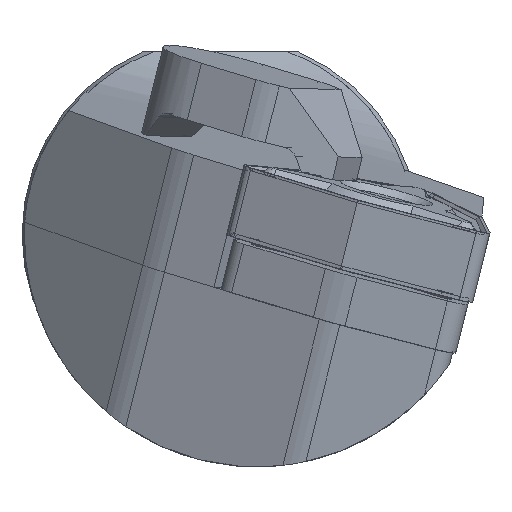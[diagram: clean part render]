
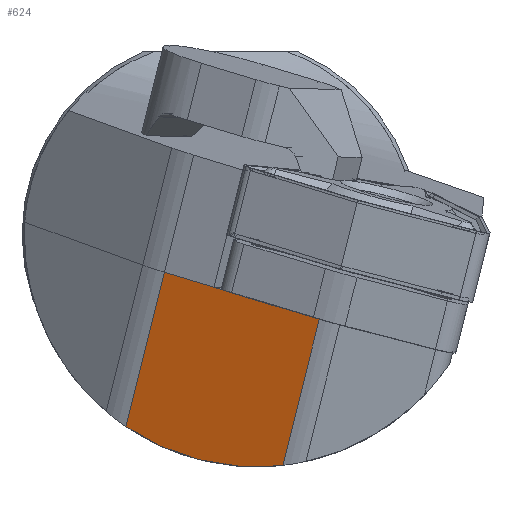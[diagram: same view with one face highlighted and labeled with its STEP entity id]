
A CAD part, left-side view. The second image highlights one B-rep face of the part: STEP entity #624.
In plain terms, the highlighted planar face has unit normal (-0.902, 0.431, 0.01).
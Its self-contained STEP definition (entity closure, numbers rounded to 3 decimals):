
#563=ELLIPSE('',#2759,16.181,14.6);
#624=ADVANCED_FACE('',(#823),#747,.F.);
#747=PLANE('',#2767);
#823=FACE_OUTER_BOUND('',#936,.T.);
#936=EDGE_LOOP('',(#1495,#1496,#1497,#1498,#1499,#1500));
#1070=LINE('',#3617,#1260);
#1085=LINE('',#3731,#1275);
#1086=LINE('',#3733,#1276);
#1087=LINE('',#3734,#1277);
#1088=LINE('',#3736,#1278);
#1260=VECTOR('',#2978,1.);
#1275=VECTOR('',#3031,1.);
#1276=VECTOR('',#3034,1.);
#1277=VECTOR('',#3035,1.);
#1278=VECTOR('',#3036,1.);
#1495=ORIENTED_EDGE('',*,*,#2369,.F.);
#1496=ORIENTED_EDGE('',*,*,#2368,.T.);
#1497=ORIENTED_EDGE('',*,*,#2357,.T.);
#1498=ORIENTED_EDGE('',*,*,#2370,.F.);
#1499=ORIENTED_EDGE('',*,*,#2371,.T.);
#1500=ORIENTED_EDGE('',*,*,#2334,.T.);
#2113=VERTEX_POINT('',#3614);
#2114=VERTEX_POINT('',#3616);
#2135=VERTEX_POINT('',#3703);
#2136=VERTEX_POINT('',#3705);
#2142=VERTEX_POINT('',#3730);
#2143=VERTEX_POINT('',#3735);
#2334=EDGE_CURVE('',#2113,#2114,#1070,.T.);
#2357=EDGE_CURVE('',#2136,#2135,#563,.T.);
#2368=EDGE_CURVE('',#2142,#2136,#1085,.T.);
#2369=EDGE_CURVE('',#2142,#2114,#1086,.T.);
#2370=EDGE_CURVE('',#2143,#2135,#1087,.T.);
#2371=EDGE_CURVE('',#2143,#2113,#1088,.T.);
#2759=AXIS2_PLACEMENT_3D('',#3704,#3012,#3013);
#2767=AXIS2_PLACEMENT_3D('',#3737,#3037,#3038);
#2978=DIRECTION('',(0.418,0.87,0.262));
#3012=DIRECTION('',(-0.902,0.431,0.01));
#3013=DIRECTION('',(-0.431,-0.902,-0.02));
#3031=DIRECTION('',(0.105,0.241,-0.965));
#3034=DIRECTION('',(-0.418,-0.87,-0.262));
#3035=DIRECTION('',(0.105,0.241,-0.965));
#3036=DIRECTION('',(0.418,0.87,0.262));
#3037=DIRECTION('',(0.902,-0.431,-0.01));
#3038=DIRECTION('',(0.431,0.902,0.));
#3614=CARTESIAN_POINT('',(-233.853,6.64,-3.561));
#3616=CARTESIAN_POINT('',(-233.547,7.276,-3.369));
#3617=CARTESIAN_POINT('',(-232.052,10.384,-2.432));
#3703=CARTESIAN_POINT('',(-235.743,2.93,-14.583));
#3704=CARTESIAN_POINT('',(-234.794,4.59,-0.078));
#3705=CARTESIAN_POINT('',(-231.,12.806,-12.147));
#3730=CARTESIAN_POINT('',(-232.052,10.384,-2.432));
#3731=CARTESIAN_POINT('',(-267.961,-72.268,329.066));
#3733=CARTESIAN_POINT('',(-232.052,10.384,-2.432));
#3734=CARTESIAN_POINT('',(-272.649,-82.019,326.127));
#3735=CARTESIAN_POINT('',(-236.741,0.633,-5.371));
#3736=CARTESIAN_POINT('',(-232.052,10.384,-2.432));
#3737=CARTESIAN_POINT('',(-267.961,-72.268,329.066));
